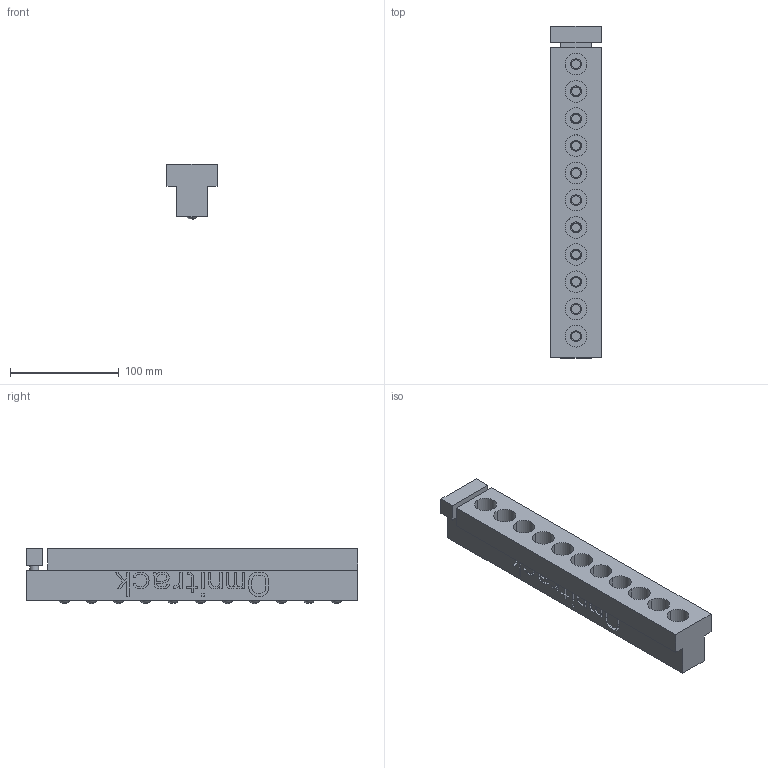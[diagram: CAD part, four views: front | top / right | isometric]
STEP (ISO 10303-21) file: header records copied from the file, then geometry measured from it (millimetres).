
FILE_DESCRIPTION((''),'2;1');
FILE_NAME('T28','2014-08-26T',('Justin'),(''),'PRO/ENGINEER BY PARAMETRIC TECHNOLOGY CORPORATION, 2009440','PRO/ENGINEER BY PARAMETRIC TECHNOLOGY CORPORATION, 2009440','');
FILE_SCHEMA(('CONFIG_CONTROL_DESIGN'));
Length unit declared in the file: millimetre
Products named in the file (1): T28
Bounding box: 46 x 305 x 50.6 mm (x, y, z)
Volume: 437578.4 mm3; surface area: 87730.5 mm2
Topology: 1 solids, 1 shells, 732 faces, 1936 edges, 1279 vertices
Faces by surface type: plane 594, cylinder 94, sphere 22, cone 22
Entity records: 22324 total; most frequent: CARTESIAN_POINT 3925, ORIENTED_EDGE 3828, DIRECTION 3654, EDGE_CURVE 1914, VECTOR 1638, LINE 1638, VERTEX_POINT 1279, AXIS2_PLACEMENT_3D 1008
